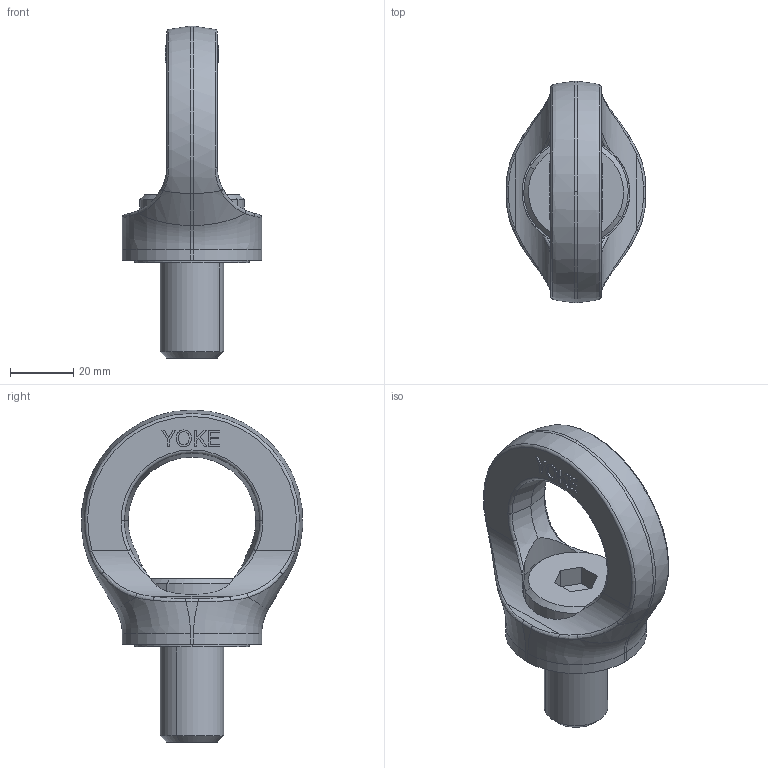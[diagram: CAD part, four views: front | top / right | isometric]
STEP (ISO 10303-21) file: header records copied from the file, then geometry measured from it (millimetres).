
FILE_DESCRIPTION(('CATIA V5 STEP Exchange'),'2;1');
FILE_NAME('8-S291-023.stp','2017-09-27T00:49:16+00:00',('none'),('none'),'CATIA Version 5 Release 21 GA (IN-10)','CATIA V5 STEP AP203','none');
FILE_SCHEMA(('CONFIG_CONTROL_DESIGN'));
Length unit declared in the file: millimetre
Products named in the file (1): 8-291K-023
Bounding box: 44 x 69.91 x 104.8 mm (x, y, z)
Volume: 70037.4 mm3; surface area: 16138.4 mm2
Topology: 1 solids, 1 shells, 334 faces, 916 edges, 596 vertices
Faces by surface type: plane 266, cylinder 24, bspline 20, torus 12, cone 10, revolution 2
Entity records: 11271 total; most frequent: CARTESIAN_POINT 3094, ORIENTED_EDGE 1832, DIRECTION 1407, EDGE_CURVE 916, VECTOR 769, LINE 769, VERTEX_POINT 596, AXIS2_PLACEMENT_3D 357
